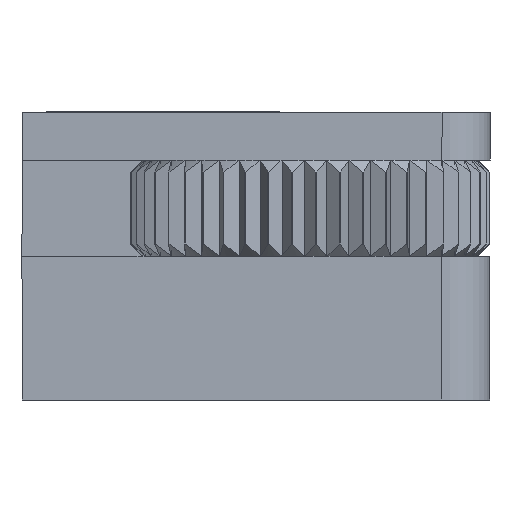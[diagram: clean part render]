
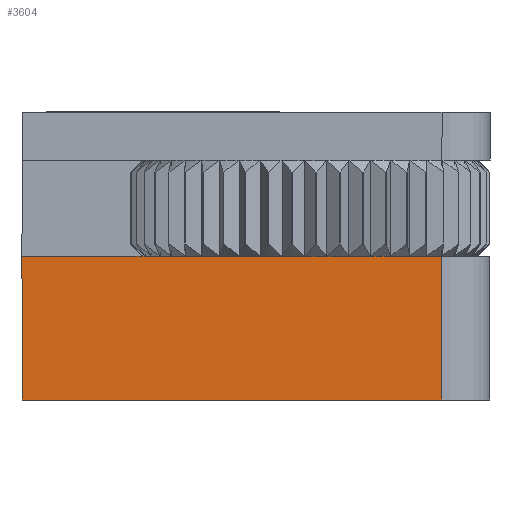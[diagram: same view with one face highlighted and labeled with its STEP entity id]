
A CAD part, left-side view. The second image highlights one B-rep face of the part: STEP entity #3604.
In plain terms, the highlighted planar face has unit normal (-1, 0, 0).
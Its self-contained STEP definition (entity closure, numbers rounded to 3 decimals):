
#324=PLANE('',#3955);
#436=FACE_OUTER_BOUND('',#701,.T.);
#701=EDGE_LOOP('',(#2433,#2434,#2435,#2436));
#960=LINE('',#5550,#1133);
#965=LINE('',#5565,#1138);
#972=LINE('',#5580,#1145);
#975=LINE('',#5590,#1148);
#1133=VECTOR('',#4437,10.);
#1138=VECTOR('',#4448,10.);
#1145=VECTOR('',#4461,10.);
#1148=VECTOR('',#4472,10.);
#1519=VERTEX_POINT('',#5548);
#1520=VERTEX_POINT('',#5549);
#1526=VERTEX_POINT('',#5563);
#1527=VERTEX_POINT('',#5564);
#1836=EDGE_CURVE('',#1519,#1520,#960,.T.);
#1843=EDGE_CURVE('',#1526,#1527,#965,.T.);
#1852=EDGE_CURVE('',#1519,#1526,#972,.T.);
#1857=EDGE_CURVE('',#1520,#1527,#975,.T.);
#2433=ORIENTED_EDGE('',*,*,#1843,.F.);
#2434=ORIENTED_EDGE('',*,*,#1852,.F.);
#2435=ORIENTED_EDGE('',*,*,#1836,.T.);
#2436=ORIENTED_EDGE('',*,*,#1857,.T.);
#3604=ADVANCED_FACE('',(#436),#324,.F.);
#3955=AXIS2_PLACEMENT_3D('',#5589,#4470,#4471);
#4437=DIRECTION('',(0.,0.,1.));
#4448=DIRECTION('',(0.,0.,1.));
#4461=DIRECTION('',(0.,1.,0.));
#4470=DIRECTION('center_axis',(1.,0.,0.));
#4471=DIRECTION('ref_axis',(0.,0.,
1.));
#4472=DIRECTION('',(0.,1.,0.));
#5548=CARTESIAN_POINT('',(-17.,-18.,-6.));
#5549=CARTESIAN_POINT('',(-17.,-18.,11.5));
#5550=CARTESIAN_POINT('',(-17.,-18.,13.5));
#5563=CARTESIAN_POINT('',(-17.,-12.02,-6.));
#5564=CARTESIAN_POINT('',(-17.,-12.02,11.5));
#5565=CARTESIAN_POINT('',(-17.,-12.02,-1.375));
#5580=CARTESIAN_POINT('',(-17.,-6.,-6.));
#5589=CARTESIAN_POINT('Origin',(-17.,-6.,-6.));
#5590=CARTESIAN_POINT('',(-17.,-6.,11.5));
